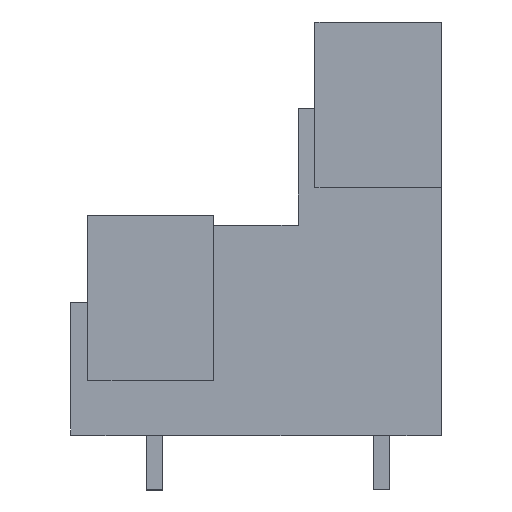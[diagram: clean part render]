
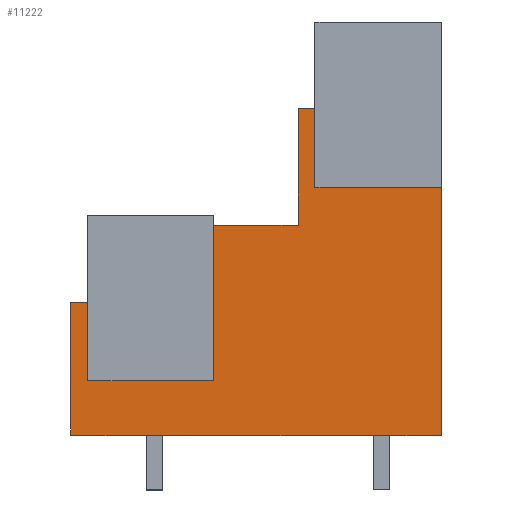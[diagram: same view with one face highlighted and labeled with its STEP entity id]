
A CAD part, left-side view. The second image highlights one B-rep face of the part: STEP entity #11222.
In plain terms, the highlighted planar face has unit normal (-1, 0, 0).
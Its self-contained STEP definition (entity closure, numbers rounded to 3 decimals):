
#11107=AXIS2_PLACEMENT_3D('Plane Axis2P3D',#11104,#11105,#11106) ;
#9346=CARTESIAN_POINT('Vertex',(0.7,7.5,22.6)) ;
#9349=CARTESIAN_POINT('Line Origine',(0.7,7.5,20.275)) ;
#9353=CARTESIAN_POINT('Vertex',(0.7,7.5,17.95)) ;
#9754=CARTESIAN_POINT('Vertex',(0.7,0.,17.95)) ;
#9757=CARTESIAN_POINT('Line Origine',(0.7,0.,10.575)) ;
#9761=CARTESIAN_POINT('Vertex',(0.7,0.,3.2)) ;
#11089=CARTESIAN_POINT('Vertex',(0.7,8.5,22.6)) ;
#11092=CARTESIAN_POINT('Line Origine',(0.7,8.,22.6)) ;
#11104=CARTESIAN_POINT('Axis2P3D Location',(0.7,0.,3.6)) ;
#11109=CARTESIAN_POINT('Line Origine',(0.7,17.,3.2)) ;
#11113=CARTESIAN_POINT('Vertex',(0.7,15.,3.2)) ;
#11115=CARTESIAN_POINT('Vertex',(0.7,19.,3.2)) ;
#11118=CARTESIAN_POINT('Line Origine',(0.7,10.5,3.2)) ;
#11122=CARTESIAN_POINT('Vertex',(0.7,6.,3.2)) ;
#11125=CARTESIAN_POINT('Line Origine',(0.7,4.5,3.2)) ;
#11129=CARTESIAN_POINT('Vertex',(0.7,3.,3.2)) ;
#11132=CARTESIAN_POINT('Line Origine',(0.7,1.5,3.2)) ;
#11137=CARTESIAN_POINT('Line Origine',(0.7,3.75,17.95)) ;
#11142=CARTESIAN_POINT('Line Origine',(0.7,8.5,19.15)) ;
#11146=CARTESIAN_POINT('Vertex',(0.7,8.5,15.7)) ;
#11149=CARTESIAN_POINT('Line Origine',(0.7,11.013,15.7)) ;
#11153=CARTESIAN_POINT('Vertex',(0.7,13.525,15.7)) ;
#11156=CARTESIAN_POINT('Line Origine',(0.7,13.525,11.075)) ;
#11160=CARTESIAN_POINT('Vertex',(0.7,13.525,6.45)) ;
#11163=CARTESIAN_POINT('Line Origine',(0.7,17.25,6.45)) ;
#11167=CARTESIAN_POINT('Vertex',(0.7,20.975,6.45)) ;
#11170=CARTESIAN_POINT('Line Origine',(0.7,20.975,8.775)) ;
#11174=CARTESIAN_POINT('Vertex',(0.7,20.975,11.1)) ;
#11177=CARTESIAN_POINT('Line Origine',(0.7,21.487,11.1)) ;
#11181=CARTESIAN_POINT('Vertex',(0.7,22.,11.1)) ;
#11184=CARTESIAN_POINT('Line Origine',(0.7,22.,7.35)) ;
#11188=CARTESIAN_POINT('Vertex',(0.7,22.,3.6)) ;
#11191=CARTESIAN_POINT('Line Origine',(0.7,22.,3.4)) ;
#11195=CARTESIAN_POINT('Vertex',(0.7,22.,3.2)) ;
#11198=CARTESIAN_POINT('Line Origine',(0.7,20.5,3.2)) ;
#9350=DIRECTION('Vector Direction',(0.,0.,-1.)) ;
#9758=DIRECTION('Vector Direction',(0.,0.,1.)) ;
#11093=DIRECTION('Vector Direction',(0.,1.,0.)) ;
#11105=DIRECTION('Axis2P3D Direction',(-1.,0.,0.)) ;
#11106=DIRECTION('Axis2P3D XDirection',(0.,0.,-1.)) ;
#11110=DIRECTION('Vector Direction',(0.,-1.,0.)) ;
#11119=DIRECTION('Vector Direction',(0.,-1.,0.)) ;
#11126=DIRECTION('Vector Direction',(0.,-1.,0.)) ;
#11133=DIRECTION('Vector Direction',(0.,-1.,0.)) ;
#11138=DIRECTION('Vector Direction',(0.,-1.,0.)) ;
#11143=DIRECTION('Vector Direction',(0.,0.,-1.)) ;
#11150=DIRECTION('Vector Direction',(0.,1.,0.)) ;
#11157=DIRECTION('Vector Direction',(0.,0.,-1.)) ;
#11164=DIRECTION('Vector Direction',(0.,-1.,0.)) ;
#11171=DIRECTION('Vector Direction',(0.,0.,-1.)) ;
#11178=DIRECTION('Vector Direction',(0.,1.,0.)) ;
#11185=DIRECTION('Vector Direction',(0.,0.,1.)) ;
#11192=DIRECTION('Vector Direction',(0.,0.,-1.)) ;
#11199=DIRECTION('Vector Direction',(0.,-1.,0.)) ;
#9351=VECTOR('Line Direction',#9350,1.) ;
#9759=VECTOR('Line Direction',#9758,1.) ;
#11094=VECTOR('Line Direction',#11093,1.) ;
#11111=VECTOR('Line Direction',#11110,1.) ;
#11120=VECTOR('Line Direction',#11119,1.) ;
#11127=VECTOR('Line Direction',#11126,1.) ;
#11134=VECTOR('Line Direction',#11133,1.) ;
#11139=VECTOR('Line Direction',#11138,1.) ;
#11144=VECTOR('Line Direction',#11143,1.) ;
#11151=VECTOR('Line Direction',#11150,1.) ;
#11158=VECTOR('Line Direction',#11157,1.) ;
#11165=VECTOR('Line Direction',#11164,1.) ;
#11172=VECTOR('Line Direction',#11171,1.) ;
#11179=VECTOR('Line Direction',#11178,1.) ;
#11186=VECTOR('Line Direction',#11185,1.) ;
#11193=VECTOR('Line Direction',#11192,1.) ;
#11200=VECTOR('Line Direction',#11199,1.) ;
#11204=ORIENTED_EDGE('',*,*,#11117,.F.) ;
#11205=ORIENTED_EDGE('',*,*,#11124,.T.) ;
#11206=ORIENTED_EDGE('',*,*,#11131,.F.) ;
#11207=ORIENTED_EDGE('',*,*,#11136,.T.) ;
#11208=ORIENTED_EDGE('',*,*,#9763,.T.) ;
#11209=ORIENTED_EDGE('',*,*,#11141,.F.) ;
#11210=ORIENTED_EDGE('',*,*,#9355,.F.) ;
#11211=ORIENTED_EDGE('',*,*,#11096,.T.) ;
#11212=ORIENTED_EDGE('',*,*,#11148,.T.) ;
#11213=ORIENTED_EDGE('',*,*,#11155,.T.) ;
#11214=ORIENTED_EDGE('',*,*,#11162,.T.) ;
#11215=ORIENTED_EDGE('',*,*,#11169,.F.) ;
#11216=ORIENTED_EDGE('',*,*,#11176,.F.) ;
#11217=ORIENTED_EDGE('',*,*,#11183,.T.) ;
#11218=ORIENTED_EDGE('',*,*,#11190,.F.) ;
#11219=ORIENTED_EDGE('',*,*,#11197,.F.) ;
#11220=ORIENTED_EDGE('',*,*,#11202,.T.) ;
#11222=ADVANCED_FACE('Housing',(#11221),#11108,.T.) ;
#9355=EDGE_CURVE('',#9347,#9354,#9352,.T.) ;
#9763=EDGE_CURVE('',#9762,#9755,#9760,.T.) ;
#11096=EDGE_CURVE('',#9347,#11090,#11095,.T.) ;
#11117=EDGE_CURVE('',#11114,#11116,#11112,.F.) ;
#11124=EDGE_CURVE('',#11114,#11123,#11121,.T.) ;
#11131=EDGE_CURVE('',#11130,#11123,#11128,.F.) ;
#11136=EDGE_CURVE('',#11130,#9762,#11135,.T.) ;
#11141=EDGE_CURVE('',#9354,#9755,#11140,.T.) ;
#11148=EDGE_CURVE('',#11090,#11147,#11145,.T.) ;
#11155=EDGE_CURVE('',#11147,#11154,#11152,.T.) ;
#11162=EDGE_CURVE('',#11154,#11161,#11159,.T.) ;
#11169=EDGE_CURVE('',#11168,#11161,#11166,.T.) ;
#11176=EDGE_CURVE('',#11175,#11168,#11173,.T.) ;
#11183=EDGE_CURVE('',#11175,#11182,#11180,.T.) ;
#11190=EDGE_CURVE('',#11189,#11182,#11187,.T.) ;
#11197=EDGE_CURVE('',#11196,#11189,#11194,.F.) ;
#11202=EDGE_CURVE('',#11196,#11116,#11201,.T.) ;
#11203=EDGE_LOOP('',(#11204,#11205,#11206,#11207,#11208,#11209,#11210,#11211,#11212,#11213,#11214,#11215,#11216,#11217,#11218,#11219,#11220)) ;
#11221=FACE_OUTER_BOUND('',#11203,.T.) ;
#9352=LINE('Line',#9349,#9351) ;
#9760=LINE('Line',#9757,#9759) ;
#11095=LINE('Line',#11092,#11094) ;
#11112=LINE('Line',#11109,#11111) ;
#11121=LINE('Line',#11118,#11120) ;
#11128=LINE('Line',#11125,#11127) ;
#11135=LINE('Line',#11132,#11134) ;
#11140=LINE('Line',#11137,#11139) ;
#11145=LINE('Line',#11142,#11144) ;
#11152=LINE('Line',#11149,#11151) ;
#11159=LINE('Line',#11156,#11158) ;
#11166=LINE('Line',#11163,#11165) ;
#11173=LINE('Line',#11170,#11172) ;
#11180=LINE('Line',#11177,#11179) ;
#11187=LINE('Line',#11184,#11186) ;
#11194=LINE('Line',#11191,#11193) ;
#11201=LINE('Line',#11198,#11200) ;
#11108=PLANE('',#11107) ;
#9347=VERTEX_POINT('',#9346) ;
#9354=VERTEX_POINT('',#9353) ;
#9755=VERTEX_POINT('',#9754) ;
#9762=VERTEX_POINT('',#9761) ;
#11090=VERTEX_POINT('',#11089) ;
#11114=VERTEX_POINT('',#11113) ;
#11116=VERTEX_POINT('',#11115) ;
#11123=VERTEX_POINT('',#11122) ;
#11130=VERTEX_POINT('',#11129) ;
#11147=VERTEX_POINT('',#11146) ;
#11154=VERTEX_POINT('',#11153) ;
#11161=VERTEX_POINT('',#11160) ;
#11168=VERTEX_POINT('',#11167) ;
#11175=VERTEX_POINT('',#11174) ;
#11182=VERTEX_POINT('',#11181) ;
#11189=VERTEX_POINT('',#11188) ;
#11196=VERTEX_POINT('',#11195) ;
